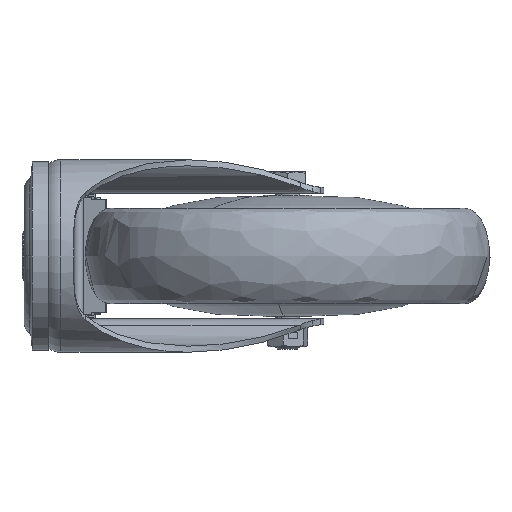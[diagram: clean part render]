
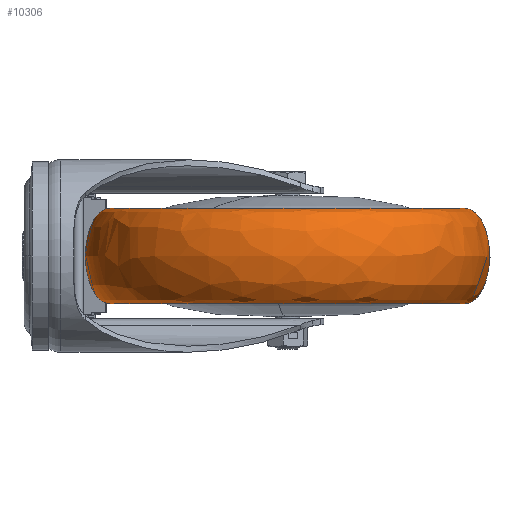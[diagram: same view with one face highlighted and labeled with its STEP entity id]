
A CAD part, left-side view. The second image highlights one B-rep face of the part: STEP entity #10306.
In plain terms, the highlighted free-form (B-spline) face has degree [3, 3] with [4, 4] control points.
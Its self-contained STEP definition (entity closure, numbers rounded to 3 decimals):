
#3500 = CARTESIAN_POINT ( 'NONE',  ( -125.847, -205.671, 23.5 ) ) ;
#3822 = DIRECTION ( 'NONE',  ( 0., 0., 1. ) ) ;
#3827 = CARTESIAN_POINT ( 'NONE',  ( 46.899, -243.208, -23.5 ) ) ;
#4312 = CARTESIAN_POINT ( 'NONE',  ( 63.101, -18.792, 23.5 ) ) ;
#7170 =( BOUNDED_SURFACE ( )  B_SPLINE_SURFACE ( 3, 3, ( 
 ( #8577, #60686, #3500, #45456 ),
 ( #14296, #28842, #33604, #50178 ),
 ( #44778, #23464, #8918, #3827 ),
 ( #28515, #65059, #34939, #55611 ) ),
 .UNSPECIFIED., .F., .F., .F. ) 
 B_SPLINE_SURFACE_WITH_KNOTS ( ( 4, 4 ),
 ( 4, 4 ),
 ( 0., 1. ),
 ( 0., 1. ),
 .UNSPECIFIED. ) 
 GEOMETRIC_REPRESENTATION_ITEM ( )  RATIONAL_B_SPLINE_SURFACE ( (
 ( 1., 0.333, 0.333, 1.),
 ( 0.333, 0.111, 0.111, 0.333),
 ( 0.333, 0.111, 0.111, 0.333),
 ( 1., 0.333, 0.333, 1.) ) ) 
 REPRESENTATION_ITEM ( '' )  SURFACE ( )  );
#7571 =( BOUNDED_CURVE ( )  B_SPLINE_CURVE ( 3, ( #61904, #41248, #15187, #20932 ),
 .UNSPECIFIED., .F., .F. ) 
 B_SPLINE_CURVE_WITH_KNOTS ( ( 4, 4 ),
 ( 0., 1. ),
 .UNSPECIFIED. ) 
 CURVE ( )  GEOMETRIC_REPRESENTATION_ITEM ( )  RATIONAL_B_SPLINE_CURVE ( ( 1., 0.333, 0.333, 1. ) ) 
 REPRESENTATION_ITEM ( '' )  );
#8096 = CIRCLE ( 'NONE', #54580, 87.5 ) ;
#8577 = CARTESIAN_POINT ( 'NONE',  ( 61.301, -43.727, 23.5 ) ) ;
#8727 = CARTESIAN_POINT ( 'NONE',  ( 61.301, -43.727, 23.5 ) ) ;
#8918 = CARTESIAN_POINT ( 'NONE',  ( -177.517, -227.006, -23.5 ) ) ;
#10282 = DIRECTION ( 'NONE',  ( 0., 0., 1. ) ) ;
#10306 = ADVANCED_FACE ( 'NONE', ( #55282 ), #7170, .T. ) ;
#14296 = CARTESIAN_POINT ( 'NONE',  ( 63.101, -18.792, 23.5 ) ) ;
#15187 = CARTESIAN_POINT ( 'NONE',  ( 46.899, -243.208, -23.5 ) ) ;
#16027 = CARTESIAN_POINT ( 'NONE',  ( 55., -131., 23.5 ) ) ;
#19308 = EDGE_CURVE ( 'NONE', #58201, #45242, #47693, .T. ) ;
#20661 = EDGE_LOOP ( 'NONE', ( #65525, #27514, #30144, #32465 ) ) ;
#20932 = CARTESIAN_POINT ( 'NONE',  ( 48.699, -218.273, -23.5 ) ) ;
#23464 = CARTESIAN_POINT ( 'NONE',  ( -161.315, -2.59, -23.5 ) ) ;
#25564 = EDGE_CURVE ( 'NONE', #60229, #45242, #7571, .T. ) ;
#27514 = ORIENTED_EDGE ( 'NONE', *, *, #57371, .F. ) ;
#28515 = CARTESIAN_POINT ( 'NONE',  ( 61.301, -43.727, -23.5 ) ) ;
#28842 = CARTESIAN_POINT ( 'NONE',  ( -161.315, -2.59, 23.5 ) ) ;
#30144 = ORIENTED_EDGE ( 'NONE', *, *, #36090, .T. ) ;
#32465 = ORIENTED_EDGE ( 'NONE', *, *, #19308, .T. ) ;
#33604 = CARTESIAN_POINT ( 'NONE',  ( -177.517, -227.006, 23.5 ) ) ;
#33920 = DIRECTION ( 'NONE',  ( 0.997, -0.072, 0. ) ) ;
#34704 = AXIS2_PLACEMENT_3D ( 'NONE', #50171, #3822, #33920 ) ;
#34939 = CARTESIAN_POINT ( 'NONE',  ( -125.847, -205.671, -23.5 ) ) ;
#36090 = EDGE_CURVE ( 'NONE', #51613, #58201, #60734, .T. ) ;
#40347 = CARTESIAN_POINT ( 'NONE',  ( 48.699, -218.273, -23.5 ) ) ;
#41248 = CARTESIAN_POINT ( 'NONE',  ( 46.899, -243.208, 23.5 ) ) ;
#44778 = CARTESIAN_POINT ( 'NONE',  ( 63.101, -18.792, -23.5 ) ) ;
#45242 = VERTEX_POINT ( 'NONE', #40347 ) ;
#45456 = CARTESIAN_POINT ( 'NONE',  ( 48.699, -218.273, 23.5 ) ) ;
#47693 = CIRCLE ( 'NONE', #34704, 87.5 ) ;
#50171 = CARTESIAN_POINT ( 'NONE',  ( 55., -131., -23.5 ) ) ;
#50178 = CARTESIAN_POINT ( 'NONE',  ( 46.899, -243.208, 23.5 ) ) ;
#51613 = VERTEX_POINT ( 'NONE', #55414 ) ;
#54257 = CARTESIAN_POINT ( 'NONE',  ( 48.699, -218.273, 23.5 ) ) ;
#54580 = AXIS2_PLACEMENT_3D ( 'NONE', #16027, #10282, #62076 ) ;
#55282 = FACE_OUTER_BOUND ( 'NONE', #20661, .T. ) ;
#55414 = CARTESIAN_POINT ( 'NONE',  ( 61.301, -43.727, 23.5 ) ) ;
#55427 = CARTESIAN_POINT ( 'NONE',  ( 61.301, -43.727, -23.5 ) ) ;
#55611 = CARTESIAN_POINT ( 'NONE',  ( 48.699, -218.273, -23.5 ) ) ;
#56076 = CARTESIAN_POINT ( 'NONE',  ( 61.301, -43.727, -23.5 ) ) ;
#57371 = EDGE_CURVE ( 'NONE', #51613, #60229, #8096, .T. ) ;
#58201 = VERTEX_POINT ( 'NONE', #56076 ) ;
#60229 = VERTEX_POINT ( 'NONE', #54257 ) ;
#60686 = CARTESIAN_POINT ( 'NONE',  ( -113.245, -31.125, 23.5 ) ) ;
#60734 =( BOUNDED_CURVE ( )  B_SPLINE_CURVE ( 3, ( #8727, #4312, #65546, #55427 ),
 .UNSPECIFIED., .F., .F. ) 
 B_SPLINE_CURVE_WITH_KNOTS ( ( 4, 4 ),
 ( 0., 1. ),
 .UNSPECIFIED. ) 
 CURVE ( )  GEOMETRIC_REPRESENTATION_ITEM ( )  RATIONAL_B_SPLINE_CURVE ( ( 1., 0.333, 0.333, 1. ) ) 
 REPRESENTATION_ITEM ( '' )  );
#61904 = CARTESIAN_POINT ( 'NONE',  ( 48.699, -218.273, 23.5 ) ) ;
#62076 = DIRECTION ( 'NONE',  ( 0.997, -0.072, 0. ) ) ;
#65059 = CARTESIAN_POINT ( 'NONE',  ( -113.245, -31.125, -23.5 ) ) ;
#65525 = ORIENTED_EDGE ( 'NONE', *, *, #25564, .F. ) ;
#65546 = CARTESIAN_POINT ( 'NONE',  ( 63.101, -18.792, -23.5 ) ) ;
